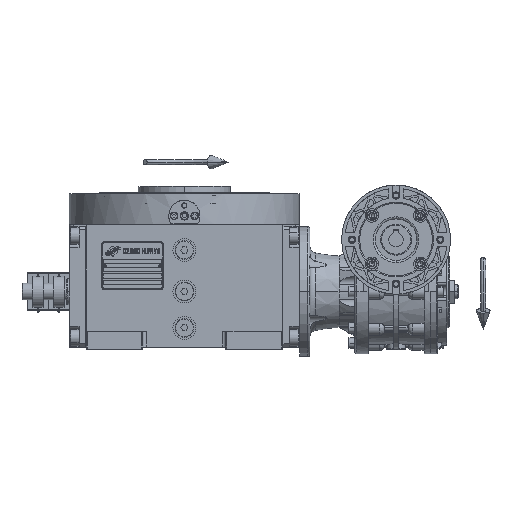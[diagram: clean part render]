
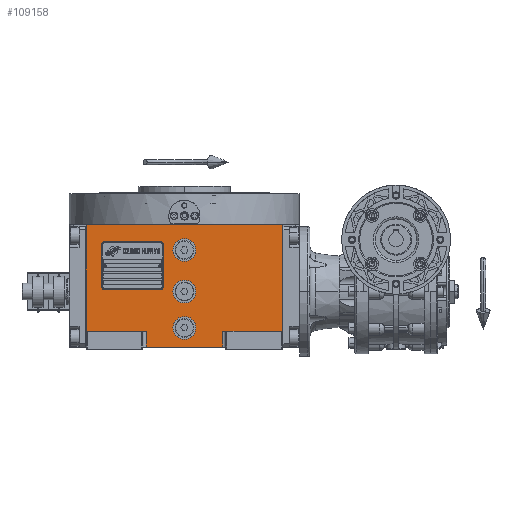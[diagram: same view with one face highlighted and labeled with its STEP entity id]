
A CAD part, top view. The second image highlights one B-rep face of the part: STEP entity #109158.
In plain terms, the highlighted planar face has unit normal (0, 0, 1).
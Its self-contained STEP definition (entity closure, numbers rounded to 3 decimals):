
#907 = VECTOR ( 'NONE', #51858, 1000. ) ;
#1038 = CARTESIAN_POINT ( 'NONE',  ( -94.5, -53.5, 163.5 ) ) ;
#1729 = EDGE_LOOP ( 'NONE', ( #92082, #41179 ) ) ;
#2233 = DIRECTION ( 'NONE',  ( 0., 1., 0. ) ) ;
#2596 = EDGE_CURVE ( 'NONE', #70983, #107081, #92809, .T. ) ;
#2905 = EDGE_LOOP ( 'NONE', ( #54918, #46556 ) ) ;
#2940 = VERTEX_POINT ( 'NONE', #50305 ) ;
#6644 = LINE ( 'NONE', #97231, #123913 ) ;
#7092 = CARTESIAN_POINT ( 'NONE',  ( 0., -35., 163.5 ) ) ;
#8318 = EDGE_LOOP ( 'NONE', ( #29572, #70749, #56209, #63542, #26208, #125576, #60233, #49771 ) ) ;
#10009 = CARTESIAN_POINT ( 'NONE',  ( 94.5, -38.5, 163.5 ) ) ;
#10387 = PLANE ( 'NONE',  #125732 ) ;
#11152 = VECTOR ( 'NONE', #91248, 1000. ) ;
#11707 = CARTESIAN_POINT ( 'NONE',  ( 37., -38.5, 163.5 ) ) ;
#13298 = EDGE_CURVE ( 'NONE', #107081, #70983, #116423, .T. ) ;
#13356 = EDGE_CURVE ( 'NONE', #100712, #80119, #69664, .T. ) ;
#14562 = VERTEX_POINT ( 'NONE', #30546 ) ;
#15330 = CARTESIAN_POINT ( 'NONE',  ( -94.5, 64.5, 163.5 ) ) ;
#23006 = DIRECTION ( 'NONE',  ( 1., 0., 0. ) ) ;
#23444 = VERTEX_POINT ( 'NONE', #128164 ) ;
#25137 = DIRECTION ( 'NONE',  ( -1., 0., 0. ) ) ;
#25524 = LINE ( 'NONE', #66118, #111553 ) ;
#26112 = CARTESIAN_POINT ( 'NONE',  ( -94.5, -38.5, 163.5 ) ) ;
#26208 = ORIENTED_EDGE ( 'NONE', *, *, #80438, .F. ) ;
#29572 = ORIENTED_EDGE ( 'NONE', *, *, #122409, .T. ) ;
#30546 = CARTESIAN_POINT ( 'NONE',  ( -37., -53.5, 163.5 ) ) ;
#32984 = DIRECTION ( 'NONE',  ( 0., 0., 1. ) ) ;
#33335 = AXIS2_PLACEMENT_3D ( 'NONE', #71080, #69771, #110358 ) ;
#33957 = EDGE_CURVE ( 'NONE', #44945, #79335, #117731, .T. ) ;
#34059 = DIRECTION ( 'NONE',  ( 0., 0., 1. ) ) ;
#35684 = VERTEX_POINT ( 'NONE', #106531 ) ;
#35981 = CARTESIAN_POINT ( 'NONE',  ( -11., 40., 163.5 ) ) ;
#36714 = CARTESIAN_POINT ( 'NONE',  ( -11., 0., 163.5 ) ) ;
#36907 = EDGE_CURVE ( 'NONE', #56999, #35684, #25524, .T. ) ;
#39295 = CARTESIAN_POINT ( 'NONE',  ( -11., -35., 163.5 ) ) ;
#40172 = VERTEX_POINT ( 'NONE', #59616 ) ;
#40889 = EDGE_CURVE ( 'NONE', #2940, #111316, #108122, .T. ) ;
#41179 = ORIENTED_EDGE ( 'NONE', *, *, #130065, .F. ) ;
#41372 = CARTESIAN_POINT ( 'NONE',  ( 94.5, -38.5, 163.5 ) ) ;
#43051 = DIRECTION ( 'NONE',  ( 0., 0., 1. ) ) ;
#44945 = VERTEX_POINT ( 'NONE', #114028 ) ;
#46556 = ORIENTED_EDGE ( 'NONE', *, *, #57761, .F. ) ;
#47939 = LINE ( 'NONE', #15330, #64833 ) ;
#49701 = DIRECTION ( 'NONE',  ( -1., 0., 0. ) ) ;
#49771 = ORIENTED_EDGE ( 'NONE', *, *, #116517, .F. ) ;
#50305 = CARTESIAN_POINT ( 'NONE',  ( 11., -35., 163.5 ) ) ;
#51858 = DIRECTION ( 'NONE',  ( 0., 1., 0. ) ) ;
#54918 = ORIENTED_EDGE ( 'NONE', *, *, #40889, .F. ) ;
#55592 = CARTESIAN_POINT ( 'NONE',  ( -94.5, -38.5, 163.5 ) ) ;
#56209 = ORIENTED_EDGE ( 'NONE', *, *, #13356, .T. ) ;
#56999 = VERTEX_POINT ( 'NONE', #55592 ) ;
#57063 = DIRECTION ( 'NONE',  ( 0., 0., 1. ) ) ;
#57699 = DIRECTION ( 'NONE',  ( 0., 0., 1. ) ) ;
#57761 = EDGE_CURVE ( 'NONE', #111316, #2940, #79828, .T. ) ;
#58245 = EDGE_CURVE ( 'NONE', #56999, #119625, #117290, .T. ) ;
#59616 = CARTESIAN_POINT ( 'NONE',  ( 37., -53.5, 163.5 ) ) ;
#60233 = ORIENTED_EDGE ( 'NONE', *, *, #58245, .T. ) ;
#60370 = AXIS2_PLACEMENT_3D ( 'NONE', #130388, #109094, #61160 ) ;
#61160 = DIRECTION ( 'NONE',  ( 1., 0., 0. ) ) ;
#61779 = CARTESIAN_POINT ( 'NONE',  ( 37., -38.5, 163.5 ) ) ;
#62317 = LINE ( 'NONE', #11707, #130698 ) ;
#63542 = ORIENTED_EDGE ( 'NONE', *, *, #75584, .T. ) ;
#64833 = VECTOR ( 'NONE', #88534, 1000. ) ;
#66077 = DIRECTION ( 'NONE',  ( 1., 0., 0. ) ) ;
#66118 = CARTESIAN_POINT ( 'NONE',  ( -94.5, -38.5, 163.5 ) ) ;
#66642 = DIRECTION ( 'NONE',  ( 1., 0., 0. ) ) ;
#68086 = EDGE_LOOP ( 'NONE', ( #68119, #131075 ) ) ;
#68119 = ORIENTED_EDGE ( 'NONE', *, *, #2596, .F. ) ;
#68987 = CARTESIAN_POINT ( 'NONE',  ( 37., -38.5, 163.5 ) ) ;
#69664 = LINE ( 'NONE', #68987, #112127 ) ;
#69771 = DIRECTION ( 'NONE',  ( 0., 0., 1. ) ) ;
#69863 = AXIS2_PLACEMENT_3D ( 'NONE', #86681, #34059, #66642 ) ;
#70749 = ORIENTED_EDGE ( 'NONE', *, *, #89325, .F. ) ;
#70983 = VERTEX_POINT ( 'NONE', #129961 ) ;
#71080 = CARTESIAN_POINT ( 'NONE',  ( 0., 0., 163.5 ) ) ;
#71647 = FACE_BOUND ( 'NONE', #1729, .T. ) ;
#75584 = EDGE_CURVE ( 'NONE', #80119, #23444, #111181, .T. ) ;
#79335 = VERTEX_POINT ( 'NONE', #35981 ) ;
#79828 = CIRCLE ( 'NONE', #126529, 11. ) ;
#80119 = VERTEX_POINT ( 'NONE', #41372 ) ;
#80438 = EDGE_CURVE ( 'NONE', #35684, #23444, #47939, .T. ) ;
#81835 = CARTESIAN_POINT ( 'NONE',  ( -37., -53.5, 163.5 ) ) ;
#82690 = CIRCLE ( 'NONE', #110224, 11. ) ;
#86681 = CARTESIAN_POINT ( 'NONE',  ( 0., -35., 163.5 ) ) ;
#86735 = AXIS2_PLACEMENT_3D ( 'NONE', #130861, #57063, #49701 ) ;
#88534 = DIRECTION ( 'NONE',  ( 1., 0., 0. ) ) ;
#89325 = EDGE_CURVE ( 'NONE', #100712, #40172, #62317, .T. ) ;
#91248 = DIRECTION ( 'NONE',  ( 0., 1., 0. ) ) ;
#92082 = ORIENTED_EDGE ( 'NONE', *, *, #33957, .F. ) ;
#92264 = FACE_BOUND ( 'NONE', #2905, .T. ) ;
#92809 = CIRCLE ( 'NONE', #33335, 11. ) ;
#94227 = FACE_OUTER_BOUND ( 'NONE', #8318, .T. ) ;
#97231 = CARTESIAN_POINT ( 'NONE',  ( -37., -53.5, 163.5 ) ) ;
#100712 = VERTEX_POINT ( 'NONE', #61779 ) ;
#101666 = CARTESIAN_POINT ( 'NONE',  ( 0., 40., 163.5 ) ) ;
#106531 = CARTESIAN_POINT ( 'NONE',  ( -94.5, 64.5, 163.5 ) ) ;
#107081 = VERTEX_POINT ( 'NONE', #36714 ) ;
#108122 = CIRCLE ( 'NONE', #69863, 11. ) ;
#109094 = DIRECTION ( 'NONE',  ( 0., 0., 1. ) ) ;
#109158 = ADVANCED_FACE ( 'NONE', ( #122203, #92264, #71647, #94227 ), #10387, .T. ) ;
#109584 = DIRECTION ( 'NONE',  ( 1., 0., 0. ) ) ;
#109606 = VECTOR ( 'NONE', #66077, 1000. ) ;
#110224 = AXIS2_PLACEMENT_3D ( 'NONE', #101666, #43051, #113572 ) ;
#110358 = DIRECTION ( 'NONE',  ( 1., 0., 0. ) ) ;
#111181 = LINE ( 'NONE', #10009, #11152 ) ;
#111316 = VERTEX_POINT ( 'NONE', #39295 ) ;
#111553 = VECTOR ( 'NONE', #2233, 1000. ) ;
#112127 = VECTOR ( 'NONE', #109584, 1000. ) ;
#113572 = DIRECTION ( 'NONE',  ( -1., 0., 0. ) ) ;
#114028 = CARTESIAN_POINT ( 'NONE',  ( 11., 40., 163.5 ) ) ;
#116423 = CIRCLE ( 'NONE', #86735, 11. ) ;
#116517 = EDGE_CURVE ( 'NONE', #14562, #119625, #124351, .T. ) ;
#117290 = LINE ( 'NONE', #26112, #109606 ) ;
#117731 = CIRCLE ( 'NONE', #60370, 11. ) ;
#118461 = DIRECTION ( 'NONE',  ( 1., 0., 0. ) ) ;
#119625 = VERTEX_POINT ( 'NONE', #126316 ) ;
#122203 = FACE_BOUND ( 'NONE', #68086, .T. ) ;
#122229 = DIRECTION ( 'NONE',  ( 0., -1., 0. ) ) ;
#122409 = EDGE_CURVE ( 'NONE', #14562, #40172, #6644, .T. ) ;
#123913 = VECTOR ( 'NONE', #118461, 1000. ) ;
#124351 = LINE ( 'NONE', #81835, #907 ) ;
#125576 = ORIENTED_EDGE ( 'NONE', *, *, #36907, .F. ) ;
#125732 = AXIS2_PLACEMENT_3D ( 'NONE', #1038, #32984, #23006 ) ;
#126316 = CARTESIAN_POINT ( 'NONE',  ( -37., -38.5, 163.5 ) ) ;
#126529 = AXIS2_PLACEMENT_3D ( 'NONE', #7092, #57699, #25137 ) ;
#128164 = CARTESIAN_POINT ( 'NONE',  ( 94.5, 64.5, 163.5 ) ) ;
#129961 = CARTESIAN_POINT ( 'NONE',  ( 11., 0., 163.5 ) ) ;
#130065 = EDGE_CURVE ( 'NONE', #79335, #44945, #82690, .T. ) ;
#130388 = CARTESIAN_POINT ( 'NONE',  ( 0., 40., 163.5 ) ) ;
#130698 = VECTOR ( 'NONE', #122229, 1000. ) ;
#130861 = CARTESIAN_POINT ( 'NONE',  ( 0., 0., 163.5 ) ) ;
#131075 = ORIENTED_EDGE ( 'NONE', *, *, #13298, .F. ) ;
